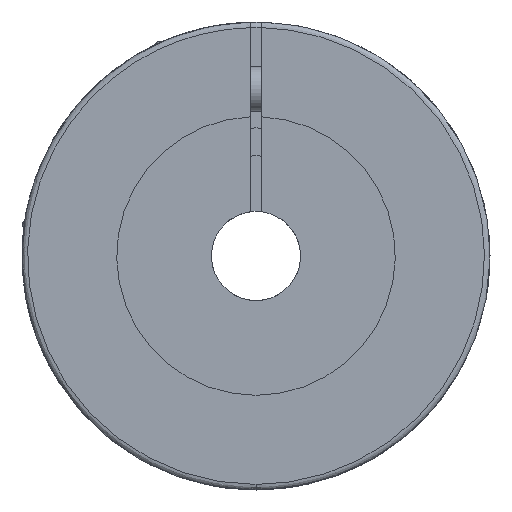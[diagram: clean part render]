
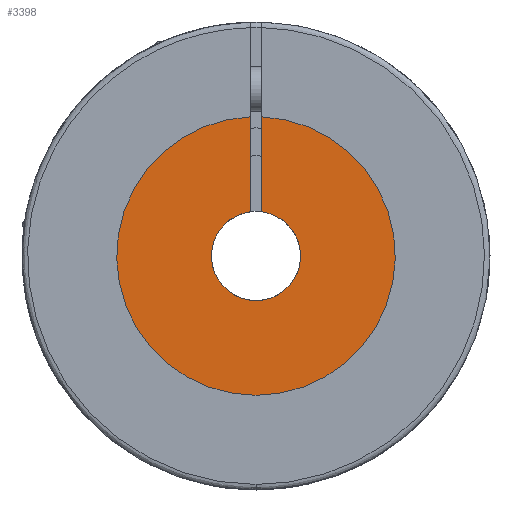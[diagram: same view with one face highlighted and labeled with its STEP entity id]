
A CAD part, front view. The second image highlights one B-rep face of the part: STEP entity #3398.
In plain terms, the highlighted planar face has unit normal (0, -1, 0).
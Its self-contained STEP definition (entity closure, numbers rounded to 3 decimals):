
#35 = LINE ( 'NONE', #36, #37 ) ;
#36 = CARTESIAN_POINT ( 'NONE',  ( 0.5, 0.1, 21. ) ) ;
#37 = VECTOR ( 'NONE', #38, 1000. ) ;
#38 = DIRECTION ( 'NONE',  ( 0., 0., 1. ) ) ;
#92 = VERTEX_POINT ( 'NONE', #2324 ) ;
#199 = CIRCLE ( 'NONE', #200, 12.5 ) ;
#200 = AXIS2_PLACEMENT_3D ( 'NONE', #201, #202, #203 ) ;
#201 = CARTESIAN_POINT ( 'NONE',  ( 0., 0.1, 0. ) ) ;
#202 = DIRECTION ( 'NONE',  ( 0., -1., 0. ) ) ;
#203 = DIRECTION ( 'NONE',  ( 0., 0., -1. ) ) ;
#578 = LINE ( 'NONE', #579, #580 ) ;
#579 = CARTESIAN_POINT ( 'NONE',  ( -0.5, 0.1, 21. ) ) ;
#580 = VECTOR ( 'NONE', #581, 1000. ) ;
#581 = DIRECTION ( 'NONE',  ( 0., 0., -1. ) ) ;
#1106 = VERTEX_POINT ( 'NONE', #4030 ) ;
#1126 = VERTEX_POINT ( 'NONE', #4151 ) ;
#1133 = VERTEX_POINT ( 'NONE', #4197 ) ;
#1135 = ORIENTED_EDGE ( 'NONE', *, *, #1369, .F. ) ;
#1191 = ORIENTED_EDGE ( 'NONE', *, *, #2031, .T. ) ;
#1232 = ORIENTED_EDGE ( 'NONE', *, *, #1780, .T. ) ;
#1369 = EDGE_CURVE ( 'NONE', #1133, #92, #578, .T. ) ;
#1412 = VERTEX_POINT ( 'NONE', #3007 ) ;
#1765 = VERTEX_POINT ( 'NONE', #2737 ) ;
#1780 = EDGE_CURVE ( 'NONE', #1765, #1412, #2828, .T. ) ;
#1913 = ORIENTED_EDGE ( 'NONE', *, *, #2078, .F. ) ;
#1960 = ORIENTED_EDGE ( 'NONE', *, *, #2097, .T. ) ;
#2025 = ORIENTED_EDGE ( 'NONE', *, *, #4751, .T. ) ;
#2031 = EDGE_CURVE ( 'NONE', #1412, #92, #4740, .T. ) ;
#2078 = EDGE_CURVE ( 'NONE', #1765, #1106, #35, .T. ) ;
#2097 = EDGE_CURVE ( 'NONE', #1126, #1106, #199, .T. ) ;
#2324 = CARTESIAN_POINT ( 'NONE',  ( -0.5, 0.1, 3.969 ) ) ;
#2737 = CARTESIAN_POINT ( 'NONE',  ( 0.5, 0.1, 3.969 ) ) ;
#2828 = CIRCLE ( 'NONE', #2829, 4. ) ;
#2829 = AXIS2_PLACEMENT_3D ( 'NONE', #2830, #2833, #2834 ) ;
#2830 = CARTESIAN_POINT ( 'NONE',  ( 0., 0.1, 0. ) ) ;
#2833 = DIRECTION ( 'NONE',  ( 0., 1., 0. ) ) ;
#2834 = DIRECTION ( 'NONE',  ( 0., 0., -1. ) ) ;
#3007 = CARTESIAN_POINT ( 'NONE',  ( 0., 0.1, -4. ) ) ;
#3185 = EDGE_LOOP ( 'NONE', ( #1232, #1191, #1135, #2025, #1960, #1913 ) ) ;
#3398 = ADVANCED_FACE ( 'NONE', ( #4018 ), #4019, .T. ) ;
#4018 = FACE_OUTER_BOUND ( 'NONE', #3185, .T. ) ;
#4019 = PLANE ( 'NONE',  #4020 ) ;
#4020 = AXIS2_PLACEMENT_3D ( 'NONE', #4021, #4022, #4023 ) ;
#4021 = CARTESIAN_POINT ( 'NONE',  ( 0., 0.1, 0. ) ) ;
#4022 = DIRECTION ( 'NONE',  ( 0., -1., 0. ) ) ;
#4023 = DIRECTION ( 'NONE',  ( 0., 0., -1. ) ) ;
#4030 = CARTESIAN_POINT ( 'NONE',  ( 0.5, 0.1, 12.49 ) ) ;
#4151 = CARTESIAN_POINT ( 'NONE',  ( 0., 0.1, -12.5 ) ) ;
#4197 = CARTESIAN_POINT ( 'NONE',  ( -0.5, 0.1, 12.49 ) ) ;
#4740 = CIRCLE ( 'NONE', #4741, 4. ) ;
#4741 = AXIS2_PLACEMENT_3D ( 'NONE', #4742, #4743, #4744 ) ;
#4742 = CARTESIAN_POINT ( 'NONE',  ( 0., 0.1, 0. ) ) ;
#4743 = DIRECTION ( 'NONE',  ( 0., 1., 0. ) ) ;
#4744 = DIRECTION ( 'NONE',  ( 0., 0., -1. ) ) ;
#4751 = EDGE_CURVE ( 'NONE', #1133, #1126, #5094, .T. ) ;
#5094 = CIRCLE ( 'NONE', #5095, 12.5 ) ;
#5095 = AXIS2_PLACEMENT_3D ( 'NONE', #5096, #5097, #5098 ) ;
#5096 = CARTESIAN_POINT ( 'NONE',  ( 0., 0.1, 0. ) ) ;
#5097 = DIRECTION ( 'NONE',  ( 0., -1., 0. ) ) ;
#5098 = DIRECTION ( 'NONE',  ( 0., 0., -1. ) ) ;
